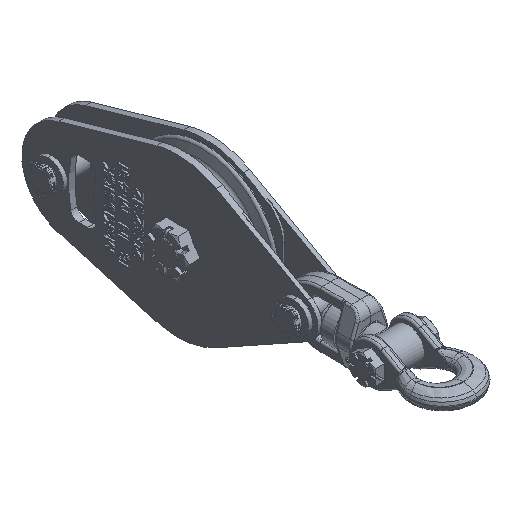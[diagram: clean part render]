
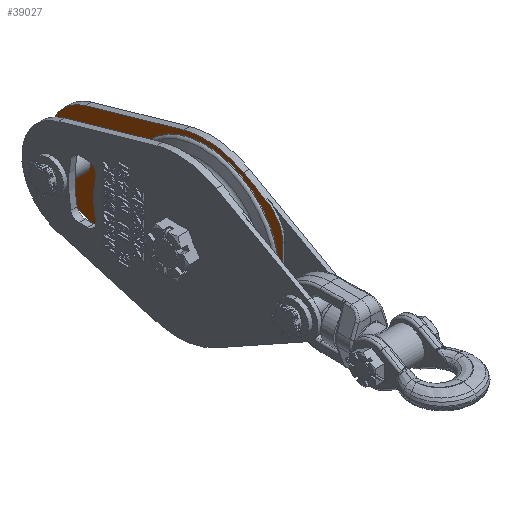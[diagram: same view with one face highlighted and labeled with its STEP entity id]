
A CAD part, isometric view. The second image highlights one B-rep face of the part: STEP entity #39027.
In plain terms, the highlighted planar face has unit normal (-1, 0, 0).
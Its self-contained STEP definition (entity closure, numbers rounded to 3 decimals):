
#3360=DIRECTION('',(0.,0.873,0.487));
#3361=VECTOR('',#3360,3.088);
#3362=CARTESIAN_POINT('',(1.266,-7.323,6.794));
#3363=LINE('',#3362,#3361);
#3364=CARTESIAN_POINT('',(1.266,-5.375,3.3));
#3365=DIRECTION('',(-1.,0.,0.));
#3366=DIRECTION('',(0.,-1.,0.));
#3367=AXIS2_PLACEMENT_3D('',#3364,#3365,#3366);
#3369=DIRECTION('',(0.,0.,1.));
#3370=VECTOR('',#3369,6.601);
#3371=CARTESIAN_POINT('',(1.266,-9.375,-3.3));
#3372=LINE('',#3371,#3370);
#3373=CARTESIAN_POINT('',(1.266,-5.375,-3.3));
#3374=DIRECTION('',(-1.,0.,0.));
#3375=DIRECTION('',(0.,-0.487,-0.873));
#3376=AXIS2_PLACEMENT_3D('',#3373,#3374,#3375);
#3378=DIRECTION('',(0.,-0.873,0.487));
#3379=VECTOR('',#3378,3.088);
#3380=CARTESIAN_POINT('',(1.266,-4.626,-8.298));
#3381=LINE('',#3380,#3379);
#3382=CARTESIAN_POINT('',(1.266,0.,0.));
#3383=DIRECTION('',(-1.,0.,0.));
#3384=DIRECTION('',(0.,0.,-1.));
#3385=AXIS2_PLACEMENT_3D('',#3382,#3383,#3384);
#3387=CARTESIAN_POINT('',(1.266,0.,0.));
#3388=DIRECTION('',(-1.,0.,0.));
#3389=DIRECTION('',(0.,0.275,-0.962));
#3390=AXIS2_PLACEMENT_3D('',#3387,#3388,#3389);
#3392=DIRECTION('',(0.,-0.962,-0.275));
#3393=VECTOR('',#3392,12.26);
#3394=CARTESIAN_POINT('',(1.266,14.397,-5.77));
#3395=LINE('',#3394,#3393);
#3396=CARTESIAN_POINT('',(1.266,12.75,0.));
#3397=DIRECTION('',(-1.,0.,0.));
#3398=DIRECTION('',(0.,0.275,0.962));
#3399=AXIS2_PLACEMENT_3D('',#3396,#3397,#3398);
#3401=DIRECTION('',(0.,0.962,-0.275));
#3402=VECTOR('',#3401,12.26);
#3403=CARTESIAN_POINT('',(1.266,2.608,9.135));
#3404=LINE('',#3403,#3402);
#3405=CARTESIAN_POINT('',(1.266,0.,0.));
#3406=DIRECTION('',(-1.,0.,0.));
#3407=DIRECTION('',(0.,0.,1.));
#3408=AXIS2_PLACEMENT_3D('',#3405,#3406,#3407);
#3410=CARTESIAN_POINT('',(1.266,0.,0.));
#3411=DIRECTION('',(-1.,0.,0.));
#3412=DIRECTION('',(0.,-0.487,0.873));
#3413=AXIS2_PLACEMENT_3D('',#3410,#3411,#3412);
#3415=CARTESIAN_POINT('',(1.266,11.864,-2.5));
#3416=DIRECTION('',(1.,0.,0.));
#3417=DIRECTION('',(0.,0.,-1.));
#3418=AXIS2_PLACEMENT_3D('',#3415,#3416,#3417);
#3420=CARTESIAN_POINT('',(1.266,10.84,-2.5));
#3421=DIRECTION('',(1.,0.,0.));
#3422=DIRECTION('',(0.,-0.974,0.225));
#3423=AXIS2_PLACEMENT_3D('',#3420,#3421,#3422);
#3425=CARTESIAN_POINT('',(1.266,0.,0.));
#3426=DIRECTION('',(-1.,0.,0.));
#3427=DIRECTION('',(0.,0.974,0.225));
#3428=AXIS2_PLACEMENT_3D('',#3425,#3426,#3427);
#3430=CARTESIAN_POINT('',(1.266,10.84,2.5));
#3431=DIRECTION('',(1.,0.,0.));
#3432=DIRECTION('',(0.,0.,1.));
#3433=AXIS2_PLACEMENT_3D('',#3430,#3431,#3432);
#3435=CARTESIAN_POINT('',(1.266,11.864,2.5));
#3436=DIRECTION('',(1.,0.,0.));
#3437=DIRECTION('',(0.,0.979,0.206));
#3438=AXIS2_PLACEMENT_3D('',#3435,#3436,#3437);
#3440=CARTESIAN_POINT('',(1.266,0.,0.));
#3441=DIRECTION('',(1.,0.,0.));
#3442=DIRECTION('',(0.,0.979,-0.206));
#3443=AXIS2_PLACEMENT_3D('',#3440,#3441,#3442);
#3445=CARTESIAN_POINT('',(1.266,15.125,0.));
#3446=DIRECTION('',(1.,0.,0.));
#3447=DIRECTION('',(0.,0.,1.));
#3448=AXIS2_PLACEMENT_3D('',#3445,#3446,#3447);
#3450=CARTESIAN_POINT('',(1.266,15.125,0.));
#3451=DIRECTION('',(1.,0.,0.));
#3452=DIRECTION('',(0.,0.,-1.));
#3453=AXIS2_PLACEMENT_3D('',#3450,#3451,#3452);
#3455=CARTESIAN_POINT('',(1.266,0.,0.));
#3456=DIRECTION('',(1.,0.,0.));
#3457=DIRECTION('',(0.,0.,1.));
#3458=AXIS2_PLACEMENT_3D('',#3455,#3456,#3457);
#3460=CARTESIAN_POINT('',(1.266,0.,0.));
#3461=DIRECTION('',(1.,0.,0.));
#3462=DIRECTION('',(0.,0.,-1.));
#3463=AXIS2_PLACEMENT_3D('',#3460,#3461,#3462);
#6148=DIRECTION('',(0.,1.,0.));
#6149=VECTOR('',#6148,1.024);
#6150=CARTESIAN_POINT('',(1.266,10.84,3.5));
#6151=LINE('',#6150,#6149);
#6172=DIRECTION('',(0.,-1.,0.));
#6173=VECTOR('',#6172,1.024);
#6174=CARTESIAN_POINT('',(1.266,11.864,-3.5));
#6175=LINE('',#6174,#6173);
#29884=CARTESIAN_POINT('',(1.266,2.608,-9.135));
#29886=VERTEX_POINT('',#29884);
#29915=CARTESIAN_POINT('',(1.266,14.397,-5.77));
#29917=VERTEX_POINT('',#29915);
#29964=CARTESIAN_POINT('',(1.266,12.843,2.706));
#29966=VERTEX_POINT('',#29964);
#29978=CARTESIAN_POINT('',(1.266,-7.323,-6.794));
#29980=VERTEX_POINT('',#29978);
#29986=CARTESIAN_POINT('',(1.266,0.,-9.5));
#29987=CARTESIAN_POINT('',(1.266,-4.626,-8.298));
#29988=VERTEX_POINT('',#29986);
#29989=VERTEX_POINT('',#29987);
#30075=CARTESIAN_POINT('',(1.266,11.864,3.5));
#30077=VERTEX_POINT('',#30075);
#30078=CARTESIAN_POINT('',(1.266,12.843,-2.706));
#30080=VERTEX_POINT('',#30078);
#30102=CARTESIAN_POINT('',(1.266,-9.375,-3.3));
#30103=VERTEX_POINT('',#30102);
#30104=CARTESIAN_POINT('',(1.266,14.397,5.77));
#30105=VERTEX_POINT('',#30104);
#30106=CARTESIAN_POINT('',(1.266,-4.626,8.298));
#30108=VERTEX_POINT('',#30106);
#30214=CARTESIAN_POINT('',(1.266,10.84,3.5));
#30216=VERTEX_POINT('',#30214);
#30218=CARTESIAN_POINT('',(1.266,11.864,-3.5));
#30220=VERTEX_POINT('',#30218);
#30251=CARTESIAN_POINT('',(1.266,2.608,9.135));
#30252=VERTEX_POINT('',#30251);
#30259=CARTESIAN_POINT('',(1.266,0.,9.5));
#30260=VERTEX_POINT('',#30259);
#30307=CARTESIAN_POINT('',(1.266,10.84,-3.5));
#30308=VERTEX_POINT('',#30307);
#30381=CARTESIAN_POINT('',(1.266,9.866,2.275));
#30383=VERTEX_POINT('',#30381);
#30385=CARTESIAN_POINT('',(1.266,-7.323,6.794));
#30386=VERTEX_POINT('',#30385);
#30387=CARTESIAN_POINT('',(1.266,15.125,-1.375));
#30388=VERTEX_POINT('',#30387);
#30389=CARTESIAN_POINT('',(1.266,15.125,1.375));
#30390=VERTEX_POINT('',#30389);
#30422=CARTESIAN_POINT('',(1.266,-9.375,3.3));
#30423=VERTEX_POINT('',#30422);
#30559=CARTESIAN_POINT('',(1.266,9.866,-2.275));
#30560=VERTEX_POINT('',#30559);
#30927=CARTESIAN_POINT('',(1.266,0.,9.));
#30928=CARTESIAN_POINT('',(1.266,0.,-9.));
#30929=VERTEX_POINT('',#30927);
#30930=VERTEX_POINT('',#30928);
#38968=CARTESIAN_POINT('',(1.266,-9.375,11.4));
#38969=DIRECTION('',(1.,0.,0.));
#38970=DIRECTION('',(0.,1.,0.));
#38971=AXIS2_PLACEMENT_3D('',#38968,#38969,#38970);
#38972=PLANE('',#38971);
#38974=ORIENTED_EDGE('',*,*,#38973,.F.);
#38976=ORIENTED_EDGE('',*,*,#38975,.F.);
#38978=ORIENTED_EDGE('',*,*,#38977,.F.);
#38980=ORIENTED_EDGE('',*,*,#38979,.F.);
#38982=ORIENTED_EDGE('',*,*,#38981,.F.);
#38984=ORIENTED_EDGE('',*,*,#38983,.F.);
#38986=ORIENTED_EDGE('',*,*,#38985,.F.);
#38988=ORIENTED_EDGE('',*,*,#38987,.F.);
#38990=ORIENTED_EDGE('',*,*,#38989,.F.);
#38992=ORIENTED_EDGE('',*,*,#38991,.F.);
#38994=ORIENTED_EDGE('',*,*,#38993,.F.);
#38996=ORIENTED_EDGE('',*,*,#38995,.F.);
#38997=EDGE_LOOP('',(#38974,#38976,#38978,#38980,#38982,#38984,#38986,#38988,
#38990,#38992,#38994,#38996));
#38998=FACE_OUTER_BOUND('',#38997,.F.);
#39000=ORIENTED_EDGE('',*,*,#38999,.F.);
#39002=ORIENTED_EDGE('',*,*,#39001,.T.);
#39004=ORIENTED_EDGE('',*,*,#39003,.F.);
#39006=ORIENTED_EDGE('',*,*,#39005,.F.);
#39008=ORIENTED_EDGE('',*,*,#39007,.F.);
#39010=ORIENTED_EDGE('',*,*,#39009,.T.);
#39012=ORIENTED_EDGE('',*,*,#39011,.F.);
#39014=ORIENTED_EDGE('',*,*,#39013,.F.);
#39015=EDGE_LOOP('',(#39000,#39002,#39004,#39006,#39008,#39010,#39012,#39014));
#39016=FACE_BOUND('',#39015,.F.);
#39017=ORIENTED_EDGE('',*,*,#38950,.F.);
#39018=ORIENTED_EDGE('',*,*,#38963,.F.);
#39019=EDGE_LOOP('',(#39017,#39018));
#39020=FACE_BOUND('',#39019,.F.);
#39022=ORIENTED_EDGE('',*,*,#39021,.F.);
#39024=ORIENTED_EDGE('',*,*,#39023,.F.);
#39025=EDGE_LOOP('',(#39022,#39024));
#39026=FACE_BOUND('',#39025,.F.);
#3368=CIRCLE('',#3367,4.);
#3377=CIRCLE('',#3376,4.);
#3386=CIRCLE('',#3385,9.5);
#3391=CIRCLE('',#3390,9.5);
#3400=CIRCLE('',#3399,6.);
#3409=CIRCLE('',#3408,9.5);
#3414=CIRCLE('',#3413,9.5);
#3419=CIRCLE('',#3418,1.);
#3424=CIRCLE('',#3423,1.);
#3429=CIRCLE('',#3428,10.125);
#3434=CIRCLE('',#3433,1.);
#3439=CIRCLE('',#3438,1.);
#3444=CIRCLE('',#3443,13.125);
#3449=CIRCLE('',#3448,1.375);
#3454=CIRCLE('',#3453,1.375);
#3459=CIRCLE('',#3458,9.);
#3464=CIRCLE('',#3463,9.);
#38950=EDGE_CURVE('',#30390,#30388,#3449,.T.);
#38963=EDGE_CURVE('',#30388,#30390,#3454,.T.);
#38973=EDGE_CURVE('',#30386,#30108,#3363,.T.);
#38975=EDGE_CURVE('',#30423,#30386,#3368,.T.);
#38977=EDGE_CURVE('',#30103,#30423,#3372,.T.);
#38979=EDGE_CURVE('',#29980,#30103,#3377,.T.);
#38981=EDGE_CURVE('',#29989,#29980,#3381,.T.);
#38983=EDGE_CURVE('',#29988,#29989,#3386,.T.);
#38985=EDGE_CURVE('',#29886,#29988,#3391,.T.);
#38987=EDGE_CURVE('',#29917,#29886,#3395,.T.);
#38989=EDGE_CURVE('',#30105,#29917,#3400,.T.);
#38991=EDGE_CURVE('',#30252,#30105,#3404,.T.);
#38993=EDGE_CURVE('',#30260,#30252,#3409,.T.);
#38995=EDGE_CURVE('',#30108,#30260,#3414,.T.);
#38999=EDGE_CURVE('',#30220,#30080,#3419,.T.);
#39001=EDGE_CURVE('',#30220,#30308,#6175,.T.);
#39003=EDGE_CURVE('',#30560,#30308,#3424,.T.);
#39005=EDGE_CURVE('',#30383,#30560,#3429,.T.);
#39007=EDGE_CURVE('',#30216,#30383,#3434,.T.);
#39009=EDGE_CURVE('',#30216,#30077,#6151,.T.);
#39011=EDGE_CURVE('',#29966,#30077,#3439,.T.);
#39013=EDGE_CURVE('',#30080,#29966,#3444,.T.);
#39021=EDGE_CURVE('',#30929,#30930,#3459,.T.);
#39023=EDGE_CURVE('',#30930,#30929,#3464,.T.);
#39027=ADVANCED_FACE('',(#38998,#39016,#39020,#39026),#38972,.F.);
